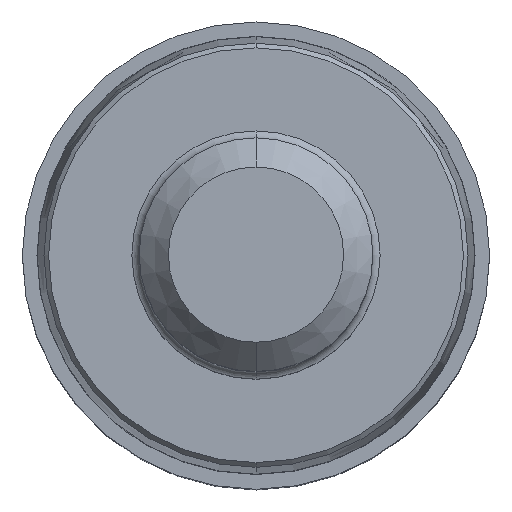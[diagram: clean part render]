
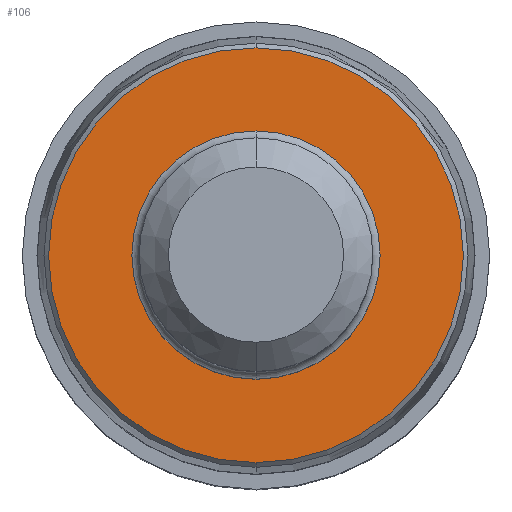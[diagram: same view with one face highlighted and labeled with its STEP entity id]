
A CAD part, top view. The second image highlights one B-rep face of the part: STEP entity #106.
In plain terms, the highlighted planar face has unit normal (0, 0, 1).
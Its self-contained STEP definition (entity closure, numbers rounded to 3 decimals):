
#34=FACE_BOUND('',#191,.T.);
#35=FACE_BOUND('',#192,.T.);
#68=PLANE('',#818);
#106=ADVANCED_FACE('',(#34,#35),#68,.T.);
#191=EDGE_LOOP('',(#302,#303));
#192=EDGE_LOOP('',(#304,#305));
#302=ORIENTED_EDGE('',*,*,#475,.T.);
#303=ORIENTED_EDGE('',*,*,#476,.T.);
#304=ORIENTED_EDGE('',*,*,#477,.T.);
#305=ORIENTED_EDGE('',*,*,#478,.T.);
#407=VERTEX_POINT('',#1322);
#408=VERTEX_POINT('',#1324);
#409=VERTEX_POINT('',#1329);
#410=VERTEX_POINT('',#1330);
#475=EDGE_CURVE('',#407,#408,#547,.T.);
#476=EDGE_CURVE('',#408,#407,#548,.T.);
#477=EDGE_CURVE('',#409,#410,#549,.T.);
#478=EDGE_CURVE('',#410,#409,#550,.T.);
#547=CIRCLE('',#813,14.2);
#548=CIRCLE('',#815,14.2);
#549=CIRCLE('',#816,8.3);
#550=CIRCLE('',#817,8.3);
#813=AXIS2_PLACEMENT_3D('',#1325,#1008,#1009);
#815=AXIS2_PLACEMENT_3D('',#1327,#1012,#1013);
#816=AXIS2_PLACEMENT_3D('',#1328,#1014,#1015);
#817=AXIS2_PLACEMENT_3D('',#1331,#1016,#1017);
#818=AXIS2_PLACEMENT_3D('',#1332,#1018,#1019);
#1008=DIRECTION('',(0.,0.,1.));
#1009=DIRECTION('',(0.,-1.,0.));
#1012=DIRECTION('',(0.,0.,1.));
#1013=DIRECTION('',(0.,1.,0.));
#1014=DIRECTION('',(0.,0.,-1.));
#1015=DIRECTION('',(0.,-1.,0.));
#1016=DIRECTION('',(0.,0.,-1.));
#1017=DIRECTION('',(0.,1.,0.));
#1018=DIRECTION('',(0.,0.,1.));
#1019=DIRECTION('',(0.,-1.,0.));
#1322=CARTESIAN_POINT('',(0.,-14.2,0.));
#1324=CARTESIAN_POINT('',(0.,14.2,0.));
#1325=CARTESIAN_POINT('',(0.,0.,0.));
#1327=CARTESIAN_POINT('',(0.,0.,0.));
#1328=CARTESIAN_POINT('',(0.,0.,0.));
#1329=CARTESIAN_POINT('',(0.,-8.3,0.));
#1330=CARTESIAN_POINT('',(0.,8.3,0.));
#1331=CARTESIAN_POINT('',(0.,0.,0.));
#1332=CARTESIAN_POINT('',(0.,0.,0.));
